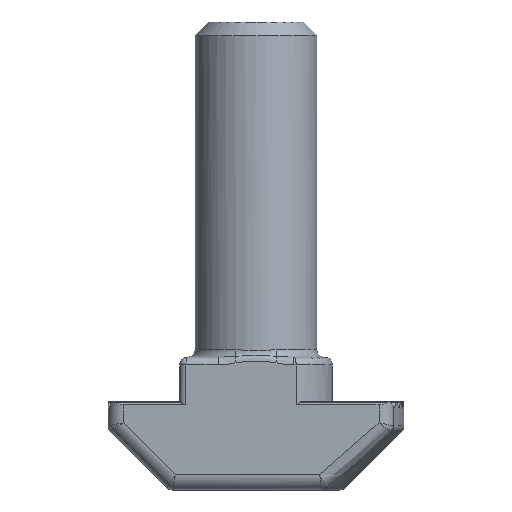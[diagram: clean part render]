
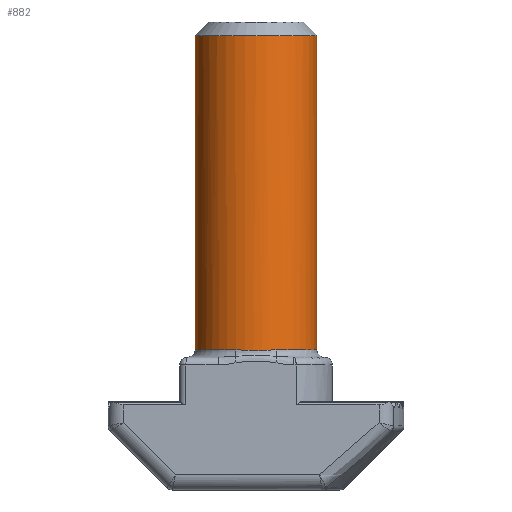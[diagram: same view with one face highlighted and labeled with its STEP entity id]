
A CAD part, front view. The second image highlights one B-rep face of the part: STEP entity #882.
In plain terms, the highlighted cylindrical face has radius 4 mm (diameter 8 mm), a partial arc.
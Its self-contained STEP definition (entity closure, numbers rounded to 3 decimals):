
#1 = CARTESIAN_POINT ( 'NONE',  ( 0., 0., 9.2 ) ) ;
#70 = AXIS2_PLACEMENT_3D ( 'NONE', #1318, #3875, #1689 ) ;
#98 = DIRECTION ( 'NONE',  ( 0., 0., 1. ) ) ;
#168 = CARTESIAN_POINT ( 'NONE',  ( -1.101, -3.852, 9.2 ) ) ;
#179 = CARTESIAN_POINT ( 'NONE',  ( 1.315, -3.778, 9.2 ) ) ;
#261 = CYLINDRICAL_SURFACE ( 'NONE', #350, 4. ) ;
#289 = DIRECTION ( 'NONE',  ( 0., 0., -1. ) ) ;
#325 = CARTESIAN_POINT ( 'NONE',  ( -4., 0., 29.8 ) ) ;
#350 = AXIS2_PLACEMENT_3D ( 'NONE', #3488, #2642, #2074 ) ;
#356 = LINE ( 'NONE', #2014, #4139 ) ;
#388 = DIRECTION ( 'NONE',  ( 1., 0., 0. ) ) ;
#498 = FACE_OUTER_BOUND ( 'NONE', #3358, .T. ) ;
#558 = CIRCLE ( 'NONE', #70, 4. ) ;
#562 = CARTESIAN_POINT ( 'NONE',  ( -1.315, -3.778, 9.2 ) ) ;
#727 = CIRCLE ( 'NONE', #2713, 4. ) ;
#796 = ORIENTED_EDGE ( 'NONE', *, *, #3626, .T. ) ;
#845 = CARTESIAN_POINT ( 'NONE',  ( -4., 0., 9.2 ) ) ;
#882 = ADVANCED_FACE ( 'NONE', ( #498 ), #261, .T. ) ;
#950 = VERTEX_POINT ( 'NONE', #1615 ) ;
#1272 = CIRCLE ( 'NONE', #3119, 4. ) ;
#1279 = CARTESIAN_POINT ( 'NONE',  ( -0.886, -3.907, 9.18 ) ) ;
#1318 = CARTESIAN_POINT ( 'NONE',  ( 0., 0., 29.8 ) ) ;
#1615 = CARTESIAN_POINT ( 'NONE',  ( 1.315, -3.778, 9.2 ) ) ;
#1660 = CARTESIAN_POINT ( 'NONE',  ( -0.222, -4., 9.133 ) ) ;
#1689 = DIRECTION ( 'NONE',  ( 1., 0., 0. ) ) ;
#1696 = B_SPLINE_CURVE_WITH_KNOTS ( 'NONE', 3,
 ( #562, #168, #1279, #3843, #1660, #4221, #2029, #4604, #2397, #179 ),
 .UNSPECIFIED., .F., .F.,
 ( 4, 2, 2, 2, 4 ),
 ( 0., 0.001, 0.001, 0.002, 0.003 ),
 .UNSPECIFIED. ) ;
#1842 = VECTOR ( 'NONE', #289, 1000. ) ;
#2005 = ORIENTED_EDGE ( 'NONE', *, *, #3745, .T. ) ;
#2014 = CARTESIAN_POINT ( 'NONE',  ( 4., 0., 30.7 ) ) ;
#2029 = CARTESIAN_POINT ( 'NONE',  ( 0.447, -3.981, 9.147 ) ) ;
#2074 = DIRECTION ( 'NONE',  ( -1., 0., 0. ) ) ;
#2262 = ORIENTED_EDGE ( 'NONE', *, *, #3876, .T. ) ;
#2322 = CARTESIAN_POINT ( 'NONE',  ( 0., 0., 9.2 ) ) ;
#2397 = CARTESIAN_POINT ( 'NONE',  ( 1.102, -3.852, 9.2 ) ) ;
#2437 = ORIENTED_EDGE ( 'NONE', *, *, #4061, .T. ) ;
#2462 = VERTEX_POINT ( 'NONE', #325 ) ;
#2522 = ORIENTED_EDGE ( 'NONE', *, *, #3971, .F. ) ;
#2584 = DIRECTION ( 'NONE',  ( 0., 0., 1. ) ) ;
#2642 = DIRECTION ( 'NONE',  ( 0., 0., -1. ) ) ;
#2669 = DIRECTION ( 'NONE',  ( 1., 0., 0. ) ) ;
#2713 = AXIS2_PLACEMENT_3D ( 'NONE', #2322, #98, #2669 ) ;
#2726 = CARTESIAN_POINT ( 'NONE',  ( 4., 0., 9.2 ) ) ;
#2745 = VERTEX_POINT ( 'NONE', #4275 ) ;
#2805 = LINE ( 'NONE', #4331, #1842 ) ;
#3119 = AXIS2_PLACEMENT_3D ( 'NONE', #1, #2584, #388 ) ;
#3358 = EDGE_LOOP ( 'NONE', ( #2522, #796, #2437, #2262, #3987, #2005 ) ) ;
#3488 = CARTESIAN_POINT ( 'NONE',  ( 0., 0., 30.7 ) ) ;
#3597 = EDGE_CURVE ( 'NONE', #4281, #950, #1696, .T. ) ;
#3626 = EDGE_CURVE ( 'NONE', #2745, #2462, #558, .T. ) ;
#3745 = EDGE_CURVE ( 'NONE', #950, #4775, #1272, .T. ) ;
#3843 = CARTESIAN_POINT ( 'NONE',  ( -0.447, -3.981, 9.147 ) ) ;
#3867 = VERTEX_POINT ( 'NONE', #845 ) ;
#3875 = DIRECTION ( 'NONE',  ( 0., 0., -1. ) ) ;
#3876 = EDGE_CURVE ( 'NONE', #3867, #4281, #727, .T. ) ;
#3971 = EDGE_CURVE ( 'NONE', #2745, #4775, #356, .T. ) ;
#3987 = ORIENTED_EDGE ( 'NONE', *, *, #3597, .T. ) ;
#4061 = EDGE_CURVE ( 'NONE', #2462, #3867, #2805, .T. ) ;
#4139 = VECTOR ( 'NONE', #4590, 1000. ) ;
#4221 = CARTESIAN_POINT ( 'NONE',  ( 0.226, -4., 9.133 ) ) ;
#4275 = CARTESIAN_POINT ( 'NONE',  ( 4., 0., 29.8 ) ) ;
#4281 = VERTEX_POINT ( 'NONE', #4740 ) ;
#4331 = CARTESIAN_POINT ( 'NONE',  ( -4., 0., 30.7 ) ) ;
#4590 = DIRECTION ( 'NONE',  ( 0., 0., -1. ) ) ;
#4604 = CARTESIAN_POINT ( 'NONE',  ( 0.885, -3.907, 9.18 ) ) ;
#4740 = CARTESIAN_POINT ( 'NONE',  ( -1.315, -3.778, 9.2 ) ) ;
#4775 = VERTEX_POINT ( 'NONE', #2726 ) ;
